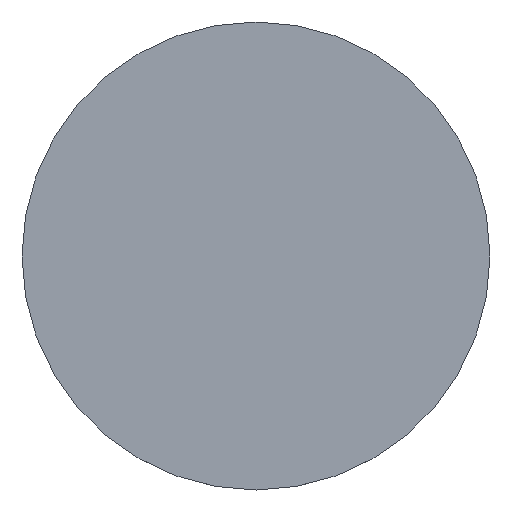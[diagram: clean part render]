
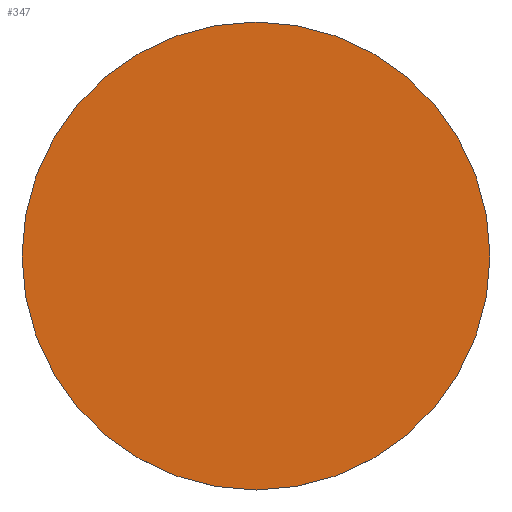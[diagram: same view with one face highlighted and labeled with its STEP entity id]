
A CAD part, top view. The second image highlights one B-rep face of the part: STEP entity #347.
In plain terms, the highlighted planar face has unit normal (0, 0, 1).
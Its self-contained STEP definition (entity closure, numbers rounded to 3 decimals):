
#37=PLANE('',#401);
#58=FACE_OUTER_BOUND('',#77,.T.);
#77=EDGE_LOOP('',(#310));
#86=CIRCLE('',#400,26.2);
#171=VERTEX_POINT('',#1544);
#219=EDGE_CURVE('',#171,#171,#86,.T.);
#310=ORIENTED_EDGE('',*,*,#219,.T.);
#347=ADVANCED_FACE('',(#58),#37,.T.);
#400=AXIS2_PLACEMENT_3D('',#1546,#474,#475);
#401=AXIS2_PLACEMENT_3D('',#1547,#476,#477);
#474=DIRECTION('center_axis',(0.,0.,1.));
#475=DIRECTION('ref_axis',(-1.,0.,0.));
#476=DIRECTION('center_axis',(0.,0.,1.));
#477=DIRECTION('ref_axis',(-1.,0.,0.));
#1544=CARTESIAN_POINT('',(26.2,0.,11.2));
#1546=CARTESIAN_POINT('Origin',(0.,0.,11.2));
#1547=CARTESIAN_POINT('Origin',(0.,0.,11.2));
